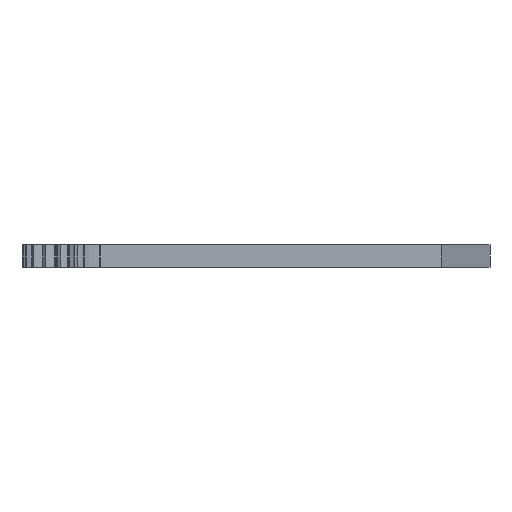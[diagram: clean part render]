
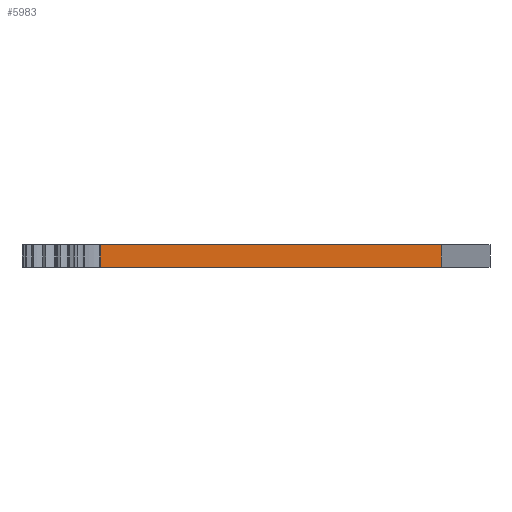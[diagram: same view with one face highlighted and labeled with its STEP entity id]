
A CAD part, front view. The second image highlights one B-rep face of the part: STEP entity #5983.
In plain terms, the highlighted planar face has unit normal (0, -1, 0).
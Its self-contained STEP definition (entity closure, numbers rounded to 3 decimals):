
#325=PLANE('',#6535);
#633=FACE_OUTER_BOUND('',#944,.T.);
#944=EDGE_LOOP('',(#5371,#5372,#5373,#5374));
#1403=LINE('',#28177,#1871);
#1407=LINE('',#28186,#1875);
#1412=LINE('',#28197,#1880);
#1414=LINE('',#28200,#1882);
#1871=VECTOR('',#8056,10.);
#1875=VECTOR('',#8064,1.);
#1880=VECTOR('',#8075,10.);
#1882=VECTOR('',#8079,10.);
#2783=VERTEX_POINT('',#28174);
#2784=VERTEX_POINT('',#28176);
#2787=VERTEX_POINT('',#28184);
#2790=VERTEX_POINT('',#28196);
#3690=EDGE_CURVE('',#2783,#2784,#1403,.T.);
#3695=EDGE_CURVE('',#2783,#2787,#1407,.T.);
#3700=EDGE_CURVE('',#2784,#2790,#1412,.T.);
#3702=EDGE_CURVE('',#2787,#2790,#1414,.T.);
#5371=ORIENTED_EDGE('',*,*,#3695,.T.);
#5372=ORIENTED_EDGE('',*,*,#3702,.T.);
#5373=ORIENTED_EDGE('',*,*,#3700,.F.);
#5374=ORIENTED_EDGE('',*,*,#3690,.F.);
#5983=ADVANCED_FACE('',(#633),#325,.F.);
#6535=AXIS2_PLACEMENT_3D('',#28199,#8077,#8078);
#8056=DIRECTION('',(1.,0.,0.));
#8064=DIRECTION('',(0.,0.,-1.));
#8075=DIRECTION('',(0.,0.,-1.));
#8077=DIRECTION('center_axis',(0.,1.,0.));
#8078=DIRECTION('ref_axis',(1.,0.,0.));
#8079=DIRECTION('',(1.,0.,0.));
#28174=CARTESIAN_POINT('',(9.889,-26.913,12.448));
#28176=CARTESIAN_POINT('',(49.583,-26.913,12.448));
#28177=CARTESIAN_POINT('',(9.022,-26.913,12.448));
#28184=CARTESIAN_POINT('',(9.889,-26.913,9.813));
#28186=CARTESIAN_POINT('',(9.889,-26.913,12.448));
#28196=CARTESIAN_POINT('',(49.583,-26.913,9.813));
#28197=CARTESIAN_POINT('',(49.583,-26.913,12.448));
#28199=CARTESIAN_POINT('Origin',(9.596,-26.913,12.448));
#28200=CARTESIAN_POINT('',(9.022,-26.913,9.813));
